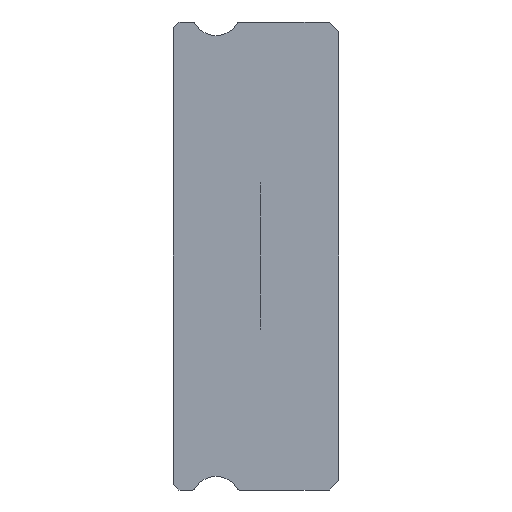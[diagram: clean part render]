
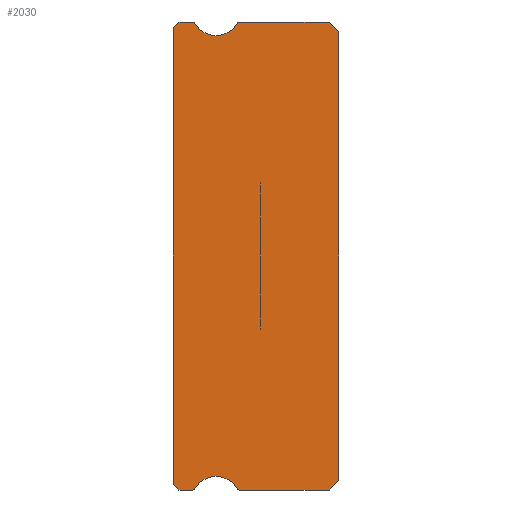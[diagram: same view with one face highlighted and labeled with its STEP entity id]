
A CAD part, left-side view. The second image highlights one B-rep face of the part: STEP entity #2030.
In plain terms, the highlighted planar face has unit normal (-1, 0, 0).
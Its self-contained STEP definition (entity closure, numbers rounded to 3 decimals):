
#2 = VERTEX_POINT ( 'NONE', #2629 ) ;
#52 = CIRCLE ( 'NONE', #691, 0.15 ) ;
#55 = CARTESIAN_POINT ( 'NONE',  ( -5., 5.088, 11.85 ) ) ;
#59 = VECTOR ( 'NONE', #2939, 1000. ) ;
#68 = ORIENTED_EDGE ( 'NONE', *, *, #3585, .F. ) ;
#109 = CARTESIAN_POINT ( 'NONE',  ( -5., 0., -11.5 ) ) ;
#119 = CARTESIAN_POINT ( 'NONE',  ( -5., 8.2, 12. ) ) ;
#130 = VECTOR ( 'NONE', #1676, 1000. ) ;
#182 = ORIENTED_EDGE ( 'NONE', *, *, #4237, .F. ) ;
#198 = CARTESIAN_POINT ( 'NONE',  ( -5., 8.5, 11.85 ) ) ;
#201 = VERTEX_POINT ( 'NONE', #119 ) ;
#214 = EDGE_CURVE ( 'NONE', #1144, #484, #3961, .T. ) ;
#226 = VECTOR ( 'NONE', #3060, 1000. ) ;
#230 = CARTESIAN_POINT ( 'NONE',  ( -5., 7.512, -12. ) ) ;
#277 = DIRECTION ( 'NONE',  ( -1., 0., 0. ) ) ;
#301 = ORIENTED_EDGE ( 'NONE', *, *, #696, .T. ) ;
#335 = VERTEX_POINT ( 'NONE', #2189 ) ;
#342 = DIRECTION ( 'NONE',  ( -1., 0., 0. ) ) ;
#343 = DIRECTION ( 'NONE',  ( 0., 0., -1. ) ) ;
#350 = CARTESIAN_POINT ( 'NONE',  ( -5., 0., 11.5 ) ) ;
#359 = ORIENTED_EDGE ( 'NONE', *, *, #1467, .F. ) ;
#368 = VECTOR ( 'NONE', #1577, 1000. ) ;
#370 = EDGE_CURVE ( 'NONE', #2770, #503, #3922, .T. ) ;
#386 = CARTESIAN_POINT ( 'NONE',  ( -5., 8.2, -12. ) ) ;
#434 = DIRECTION ( 'NONE',  ( 0., 1., 0. ) ) ;
#450 = CARTESIAN_POINT ( 'NONE',  ( -5., 8.2, 12. ) ) ;
#473 = FACE_OUTER_BOUND ( 'NONE', #2088, .T. ) ;
#484 = VERTEX_POINT ( 'NONE', #2033 ) ;
#491 = LINE ( 'NONE', #1824, #527 ) ;
#503 = VERTEX_POINT ( 'NONE', #4027 ) ;
#527 = VECTOR ( 'NONE', #2507, 1000. ) ;
#537 = EDGE_CURVE ( 'NONE', #484, #3029, #2690, .T. ) ;
#556 = CIRCLE ( 'NONE', #3028, 1.25 ) ;
#578 = CARTESIAN_POINT ( 'NONE',  ( -5., 7.512, 11.85 ) ) ;
#653 = CARTESIAN_POINT ( 'NONE',  ( -5., 0.5, 12. ) ) ;
#691 = AXIS2_PLACEMENT_3D ( 'NONE', #2122, #2452, #1429 ) ;
#696 = EDGE_CURVE ( 'NONE', #2531, #201, #2159, .T. ) ;
#745 = CARTESIAN_POINT ( 'NONE',  ( -5., 5.088, -12. ) ) ;
#752 = CIRCLE ( 'NONE', #1889, 1.25 ) ;
#796 = DIRECTION ( 'NONE',  ( 0., -0.707, -0.707 ) ) ;
#837 = VECTOR ( 'NONE', #3744, 1000. ) ;
#846 = ORIENTED_EDGE ( 'NONE', *, *, #1667, .T. ) ;
#909 = AXIS2_PLACEMENT_3D ( 'NONE', #1832, #3170, #1513 ) ;
#929 = CARTESIAN_POINT ( 'NONE',  ( -5., 0., -11.5 ) ) ;
#1016 = VECTOR ( 'NONE', #434, 1000. ) ;
#1024 = EDGE_CURVE ( 'NONE', #3029, #4333, #4177, .T. ) ;
#1060 = LINE ( 'NONE', #386, #837 ) ;
#1110 = AXIS2_PLACEMENT_3D ( 'NONE', #578, #1935, #3275 ) ;
#1112 = VECTOR ( 'NONE', #3267, 1000. ) ;
#1126 = ORIENTED_EDGE ( 'NONE', *, *, #2969, .F. ) ;
#1144 = VERTEX_POINT ( 'NONE', #1924 ) ;
#1175 = DIRECTION ( 'NONE',  ( 0., 0., -1. ) ) ;
#1284 = CARTESIAN_POINT ( 'NONE',  ( -5., 6.3, 12.55 ) ) ;
#1378 = CARTESIAN_POINT ( 'NONE',  ( -5., 8.5, 11.7 ) ) ;
#1429 = DIRECTION ( 'NONE',  ( 0., 0., -1. ) ) ;
#1453 = VECTOR ( 'NONE', #796, 1000. ) ;
#1467 = EDGE_CURVE ( 'NONE', #2551, #3384, #3766, .T. ) ;
#1513 = DIRECTION ( 'NONE',  ( 0., 0., -1. ) ) ;
#1577 = DIRECTION ( 'NONE',  ( 0., -1., 0. ) ) ;
#1634 = DIRECTION ( 'NONE',  ( 1., 0., 0. ) ) ;
#1641 = CARTESIAN_POINT ( 'NONE',  ( -5., 7.383, -11.925 ) ) ;
#1650 = CARTESIAN_POINT ( 'NONE',  ( -5., 0., 11.5 ) ) ;
#1667 = EDGE_CURVE ( 'NONE', #201, #2323, #491, .T. ) ;
#1676 = DIRECTION ( 'NONE',  ( 0., 0., 1. ) ) ;
#1707 = DIRECTION ( 'NONE',  ( 0., 0., -1. ) ) ;
#1824 = CARTESIAN_POINT ( 'NONE',  ( -5., 8.5, 11.7 ) ) ;
#1825 = ORIENTED_EDGE ( 'NONE', *, *, #3879, .F. ) ;
#1832 = CARTESIAN_POINT ( 'NONE',  ( -5., 7.512, 11.85 ) ) ;
#1889 = AXIS2_PLACEMENT_3D ( 'NONE', #4007, #342, #1707 ) ;
#1899 = ORIENTED_EDGE ( 'NONE', *, *, #537, .F. ) ;
#1924 = CARTESIAN_POINT ( 'NONE',  ( -5., 5.217, 11.925 ) ) ;
#1935 = DIRECTION ( 'NONE',  ( 1., 0., 0. ) ) ;
#2020 = CARTESIAN_POINT ( 'NONE',  ( -5., 7.512, 12. ) ) ;
#2030 = ADVANCED_FACE ( 'NONE', ( #473 ), #2840, .F. ) ;
#2033 = CARTESIAN_POINT ( 'NONE',  ( -5., 5.088, 12. ) ) ;
#2088 = EDGE_LOOP ( 'NONE', ( #182, #4106, #4359, #68, #1126, #4135, #359, #1825, #4348, #2251, #1899, #3674, #2400, #3520, #2125, #301, #846 ) ) ;
#2122 = CARTESIAN_POINT ( 'NONE',  ( -5., 5.088, -11.85 ) ) ;
#2123 = CARTESIAN_POINT ( 'NONE',  ( -5., 7.512, -12. ) ) ;
#2125 = ORIENTED_EDGE ( 'NONE', *, *, #2163, .F. ) ;
#2136 = EDGE_CURVE ( 'NONE', #3686, #335, #556, .T. ) ;
#2159 = LINE ( 'NONE', #450, #3758 ) ;
#2163 = EDGE_CURVE ( 'NONE', #2531, #3686, #2733, .T. ) ;
#2189 = CARTESIAN_POINT ( 'NONE',  ( -5., 6.3, 11.3 ) ) ;
#2251 = ORIENTED_EDGE ( 'NONE', *, *, #1024, .F. ) ;
#2268 = DIRECTION ( 'NONE',  ( -1., 0., 0. ) ) ;
#2276 = CARTESIAN_POINT ( 'NONE',  ( -5., 8.2, -12. ) ) ;
#2290 = CARTESIAN_POINT ( 'NONE',  ( -5., 7.512, -11.85 ) ) ;
#2291 = DIRECTION ( 'NONE',  ( 0., 0., -1. ) ) ;
#2323 = VERTEX_POINT ( 'NONE', #1378 ) ;
#2378 = CARTESIAN_POINT ( 'NONE',  ( -5., 7.383, 11.925 ) ) ;
#2383 = CARTESIAN_POINT ( 'NONE',  ( -5., 7.512, 12. ) ) ;
#2400 = ORIENTED_EDGE ( 'NONE', *, *, #4353, .F. ) ;
#2452 = DIRECTION ( 'NONE',  ( 1., 0., 0. ) ) ;
#2507 = DIRECTION ( 'NONE',  ( 0., 0.707, -0.707 ) ) ;
#2531 = VERTEX_POINT ( 'NONE', #2020 ) ;
#2551 = VERTEX_POINT ( 'NONE', #4061 ) ;
#2612 = LINE ( 'NONE', #198, #1112 ) ;
#2629 = CARTESIAN_POINT ( 'NONE',  ( -5., 8.5, -11.7 ) ) ;
#2644 = VERTEX_POINT ( 'NONE', #3505 ) ;
#2690 = LINE ( 'NONE', #2383, #226 ) ;
#2733 = CIRCLE ( 'NONE', #1110, 0.15 ) ;
#2770 = VERTEX_POINT ( 'NONE', #2276 ) ;
#2771 = AXIS2_PLACEMENT_3D ( 'NONE', #55, #4193, #3808 ) ;
#2840 = PLANE ( 'NONE',  #909 ) ;
#2939 = DIRECTION ( 'NONE',  ( 0., 0.707, -0.707 ) ) ;
#2940 = AXIS2_PLACEMENT_3D ( 'NONE', #3369, #277, #343 ) ;
#2969 = EDGE_CURVE ( 'NONE', #2644, #2973, #4145, .T. ) ;
#2973 = VERTEX_POINT ( 'NONE', #1641 ) ;
#3028 = AXIS2_PLACEMENT_3D ( 'NONE', #1284, #2268, #2291 ) ;
#3029 = VERTEX_POINT ( 'NONE', #653 ) ;
#3060 = DIRECTION ( 'NONE',  ( 0., -1., 0. ) ) ;
#3145 = DIRECTION ( 'NONE',  ( 0., 1., 0. ) ) ;
#3170 = DIRECTION ( 'NONE',  ( 1., 0., 0. ) ) ;
#3267 = DIRECTION ( 'NONE',  ( 0., 0., 1. ) ) ;
#3275 = DIRECTION ( 'NONE',  ( 0., 0., -1. ) ) ;
#3369 = CARTESIAN_POINT ( 'NONE',  ( -5., 6.3, -12.55 ) ) ;
#3384 = VERTEX_POINT ( 'NONE', #745 ) ;
#3426 = EDGE_CURVE ( 'NONE', #3384, #2644, #52, .T. ) ;
#3500 = EDGE_CURVE ( 'NONE', #2, #2770, #1060, .T. ) ;
#3505 = CARTESIAN_POINT ( 'NONE',  ( -5., 5.217, -11.925 ) ) ;
#3520 = ORIENTED_EDGE ( 'NONE', *, *, #2136, .F. ) ;
#3585 = EDGE_CURVE ( 'NONE', #2973, #503, #4153, .T. ) ;
#3669 = LINE ( 'NONE', #1650, #130 ) ;
#3674 = ORIENTED_EDGE ( 'NONE', *, *, #214, .F. ) ;
#3686 = VERTEX_POINT ( 'NONE', #2378 ) ;
#3744 = DIRECTION ( 'NONE',  ( 0., -0.707, -0.707 ) ) ;
#3758 = VECTOR ( 'NONE', #3145, 1000. ) ;
#3766 = LINE ( 'NONE', #2123, #1016 ) ;
#3807 = VERTEX_POINT ( 'NONE', #109 ) ;
#3808 = DIRECTION ( 'NONE',  ( 0., 0., -1. ) ) ;
#3871 = AXIS2_PLACEMENT_3D ( 'NONE', #2290, #1634, #1175 ) ;
#3879 = EDGE_CURVE ( 'NONE', #3807, #2551, #4271, .T. ) ;
#3922 = LINE ( 'NONE', #230, #368 ) ;
#3961 = CIRCLE ( 'NONE', #2771, 0.15 ) ;
#4007 = CARTESIAN_POINT ( 'NONE',  ( -5., 6.3, 12.55 ) ) ;
#4019 = EDGE_CURVE ( 'NONE', #3807, #4333, #3669, .T. ) ;
#4027 = CARTESIAN_POINT ( 'NONE',  ( -5., 7.512, -12. ) ) ;
#4061 = CARTESIAN_POINT ( 'NONE',  ( -5., 0.5, -12. ) ) ;
#4106 = ORIENTED_EDGE ( 'NONE', *, *, #3500, .T. ) ;
#4135 = ORIENTED_EDGE ( 'NONE', *, *, #3426, .F. ) ;
#4145 = CIRCLE ( 'NONE', #2940, 1.25 ) ;
#4153 = CIRCLE ( 'NONE', #3871, 0.15 ) ;
#4177 = LINE ( 'NONE', #4199, #1453 ) ;
#4193 = DIRECTION ( 'NONE',  ( 1., 0., 0. ) ) ;
#4199 = CARTESIAN_POINT ( 'NONE',  ( -5., 0.5, 12. ) ) ;
#4237 = EDGE_CURVE ( 'NONE', #2, #2323, #2612, .T. ) ;
#4271 = LINE ( 'NONE', #929, #59 ) ;
#4333 = VERTEX_POINT ( 'NONE', #350 ) ;
#4348 = ORIENTED_EDGE ( 'NONE', *, *, #4019, .T. ) ;
#4353 = EDGE_CURVE ( 'NONE', #335, #1144, #752, .T. ) ;
#4359 = ORIENTED_EDGE ( 'NONE', *, *, #370, .T. ) ;
